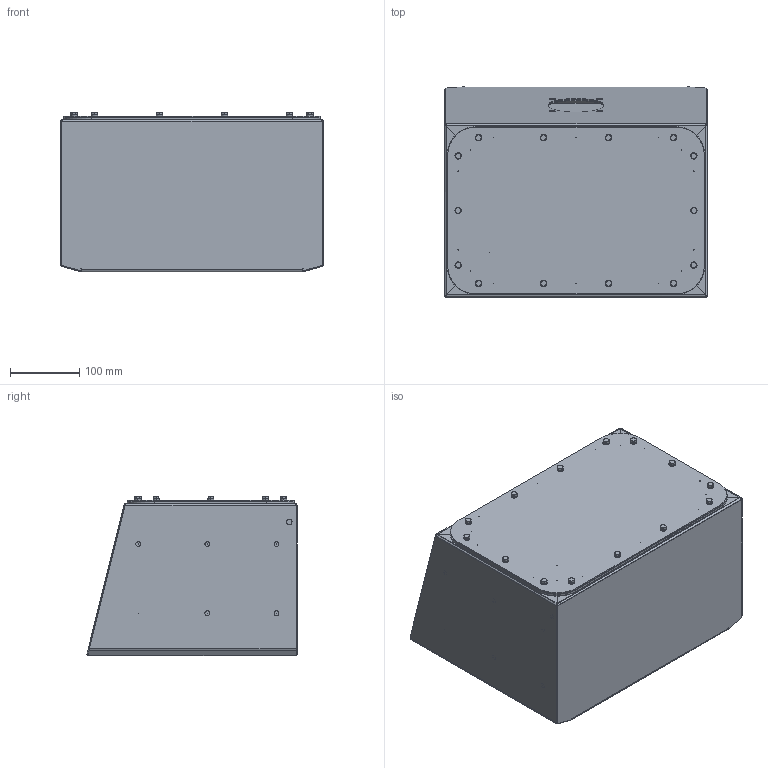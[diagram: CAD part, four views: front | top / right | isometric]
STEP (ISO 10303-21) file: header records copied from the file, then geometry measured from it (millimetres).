
FILE_DESCRIPTION (( 'STEP AP214' ), '1' );
FILE_NAME ('56100202.STEP', '2017-10-26T06:07:56', ( 'Macha' ), ( 'Hewlett-Packard Company' ), 'SwSTEP 2.0', 'SolidWorks 2015', '' );
FILE_SCHEMA (( 'AUTOMOTIVE_DESIGN' ));
Length unit declared in the file: millimetre
Products named in the file (21): 82000_Typ 1; 42189; 42188; 56334; 92081; 42175; 40000029266; 42180; 93172; 83256; 56100202; 93369; 93369-2; 93369-1; 56342; 40000014769; 83008_Washer DIN 125 - A 4.3; 56339; 93388; 93379; 42185
Assembly tree (111 placements, depth 4):
  56100202
    56334
      42180
      40000029266  x12
      42175
      92081
    56342
      42188
      42189  x2
      82000_Typ 1
      56339
        42185
        93379
        93388  x14
        92081
      83008_Washer DIN 125 - A 4.3  x14
      40000014769  x14
    93369  x14
      93369-1
      93369-2
    83256  x14
    93172  x14
Bounding box: 380 x 304.36 x 230.75 mm (x, y, z)
Volume: 1055427.6 mm3; surface area: 1356941 mm2
Topology: 120 solids, 120 shells, 3934 faces, 8680 edges, 5076 vertices
Faces by surface type: plane 2032, cylinder 1414, cone 212, bspline 152, torus 124
Entity records: 36640 total; most frequent: CARTESIAN_POINT 6566, DIRECTION 5900, ORIENTED_EDGE 5300, EDGE_CURVE 2650, AXIS2_PLACEMENT_3D 2152, VERTEX_POINT 1618, VECTOR 1596, LINE 1596
